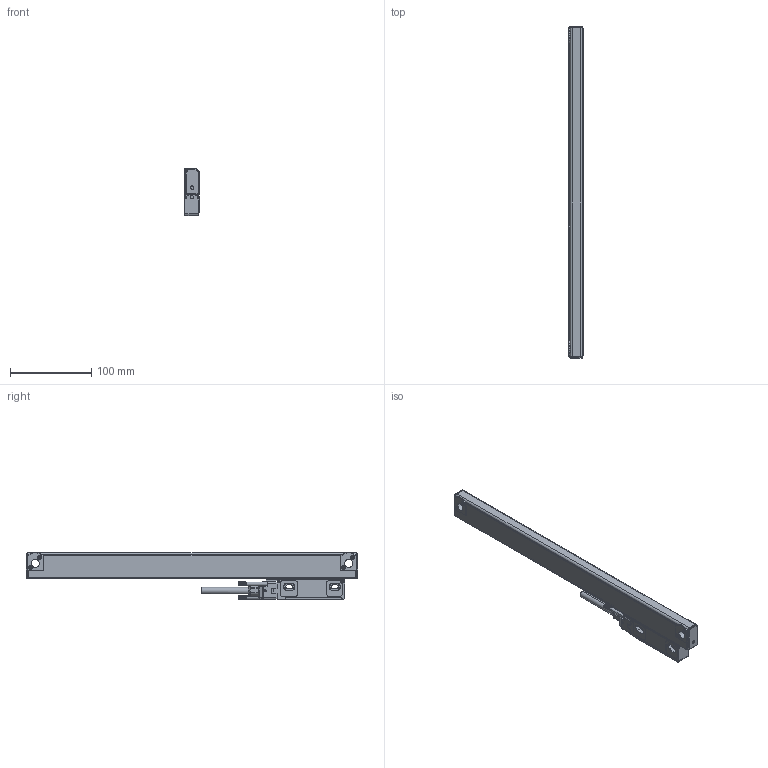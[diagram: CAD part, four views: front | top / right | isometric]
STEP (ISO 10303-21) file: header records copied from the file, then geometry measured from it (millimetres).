
FILE_DESCRIPTION(('CATIA V5 STEP'),'2;1');
FILE_NAME('SR77_R_027.stp','2010-05-27T06:37:32+00:00',('none'),('none'),'CATIA Version 5 Release 19 SP 6 (IN-10)','CATIA V5 STEP AP214','none');
FILE_SCHEMA(('AUTOMOTIVE_DESIGN { 1 0 10303 214 1 1 1 1 }'));
Length unit declared in the file: millimetre
Products named in the file (3): SR77_R_027; SR77_head_R; SR77_027_SCL_R
Assembly tree (2 placements, depth 2):
  SR77_R_027
    SR77_head_R
    SR77_027_SCL_R
Bounding box: 17.8 x 408 x 57.9 mm (x, y, z)
Volume: 240330.5 mm3; surface area: 68881.5 mm2
Topology: 2 solids, 15 shells, 1458 faces, 3771 edges, 2381 vertices
Faces by surface type: plane 872, cylinder 362, cone 150, torus 48, sphere 22, bspline 4
Entity records: 42471 total; most frequent: CARTESIAN_POINT 10536, ORIENTED_EDGE 7498, DIRECTION 4963, EDGE_CURVE 3749, VERTEX_POINT 2381, VECTOR 2077, LINE 2077, AXIS2_PLACEMENT_3D 1926
